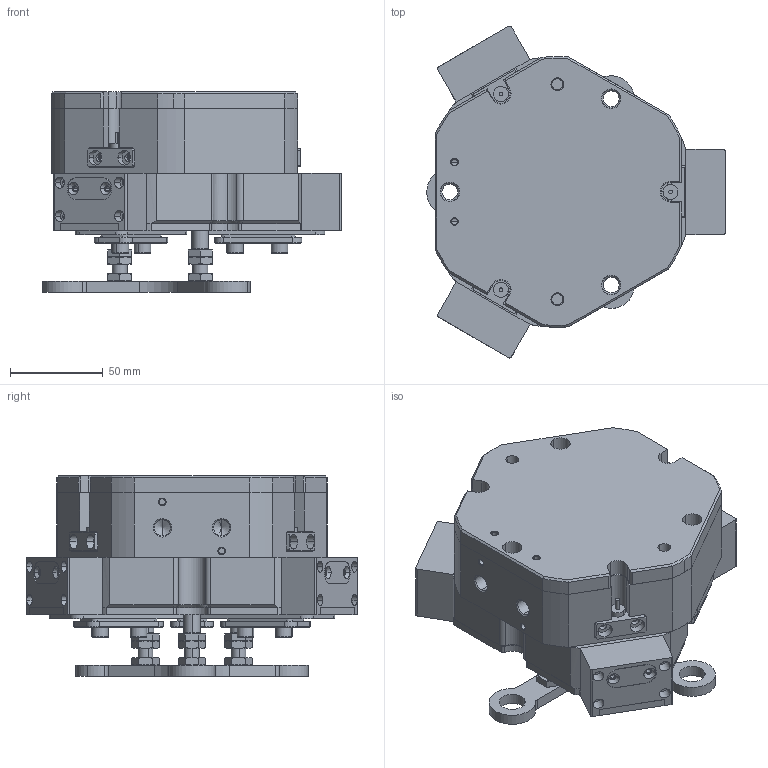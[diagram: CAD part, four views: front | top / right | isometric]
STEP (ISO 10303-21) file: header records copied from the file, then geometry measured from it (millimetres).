
FILE_DESCRIPTION (( 'STEP AP203' ), '1' );
FILE_NAME ('TZ95-146-S-C40-P.STEP', '2024-12-05T07:37:40', ( 'USER-' ), ( 'Microsoft' ), 'SwSTEP 2.0', 'SolidWorks 2018', '' );
FILE_SCHEMA (( 'CONFIG_CONTROL_DESIGN' ));
Length unit declared in the file: millimetre
Products named in the file (34): TZ95-146-P杅耀.sldasm-Part-10; TZ95-146-P杅耀.sldasm-Part-18; TZ95-146-P杅耀.sldasm-Part-14; TZ95-146-P杅耀.sldasm-Part-25; TZ95-146-P杅耀.sldasm-Part-39; 25x12-R3; TZ95-146-P杅耀.sldasm-Part-7; TZ95-146-P杅耀.sldasm-Part-2; TZ95-146-P杅耀.sldasm-Part-17; TZ95-146-P杅耀.sldasm-Part-51; TZ95-146-P杅耀.sldasm-Part-11; TZ95-146-S-C40-P; TZ95-146-P杅耀.sldasm-Part-15; TZ95-146-P杅耀.sldasm-Part-27; GB╱T 6174-2016[六角薄螺母 无倒角M8]; TZ95-146-P杅耀.sldasm-Part-36; TZ95-146-P杅耀.sldasm-Part-4; TZ95-146-P杅耀.sldasm-Part-22; TZ95-146-P杅耀.sldasm-Part-9; TZ95-146-P杅耀.sldasm-Part-23; TZ95-146-P杅耀.sldasm-Part-26; TZ95-146-P杅耀.sldasm-Part-32; 揤輸蚾饜极; TZ95-146-P杅耀.sldasm-Part-48; TZ95-146-P杅耀.sldasm-Part-8; TZ95-146-P杅耀.sldasm-Part-1; TZ95-146-P杅耀.sldasm-Part-31; TZ95-146-P杅耀.sldasm-Part-13; TZ95-146-P杅耀.sldasm-Part-5; TZ95-146-P杅耀.sldasm-Part-28; 揤輸杅耀.sldasm-Part-9; TZ95-146-P杅耀.sldasm-Part-19; 埴翐芛_GB_FASTENER_SCREWS_HSHCS M2X8-N; TZ95-146-P杅耀.sldasm-Part-29
Assembly tree (50 placements, depth 3):
  TZ95-146-S-C40-P
    TZ95-146-P杅耀.sldasm-Part-1
    TZ95-146-P杅耀.sldasm-Part-2
    TZ95-146-P杅耀.sldasm-Part-4  x3
    TZ95-146-P杅耀.sldasm-Part-5
    TZ95-146-P杅耀.sldasm-Part-7
    TZ95-146-P杅耀.sldasm-Part-8  x2
    TZ95-146-P杅耀.sldasm-Part-9
    TZ95-146-P杅耀.sldasm-Part-10
    TZ95-146-P杅耀.sldasm-Part-11
    TZ95-146-P杅耀.sldasm-Part-13
    TZ95-146-P杅耀.sldasm-Part-14
    TZ95-146-P杅耀.sldasm-Part-15
    TZ95-146-P杅耀.sldasm-Part-17
    TZ95-146-P杅耀.sldasm-Part-18
    TZ95-146-P杅耀.sldasm-Part-19
    TZ95-146-P杅耀.sldasm-Part-22
    TZ95-146-P杅耀.sldasm-Part-23
    TZ95-146-P杅耀.sldasm-Part-25
    TZ95-146-P杅耀.sldasm-Part-26
    TZ95-146-P杅耀.sldasm-Part-27
    TZ95-146-P杅耀.sldasm-Part-28
    TZ95-146-P杅耀.sldasm-Part-29  x2
    TZ95-146-P杅耀.sldasm-Part-31
    TZ95-146-P杅耀.sldasm-Part-32
    TZ95-146-P杅耀.sldasm-Part-36
    TZ95-146-P杅耀.sldasm-Part-39
    TZ95-146-P杅耀.sldasm-Part-48
    TZ95-146-P杅耀.sldasm-Part-51  x3
    GB╱T 6174-2016[六角薄螺母 无倒角M8]  x9
    揤輸蚾饜极  x3
      揤輸杅耀.sldasm-Part-9
      埴翐芛_GB_FASTENER_SCREWS_HSHCS M2X8-N
    25x12-R3
Bounding box: 160.95 x 178.99 x 108 mm (x, y, z)
Volume: 1153402.7 mm3; surface area: 252826.6 mm2
Topology: 53 solids, 115 shells, 2675 faces, 6493 edges, 4062 vertices
Faces by surface type: plane 1165, cylinder 751, cone 592, bspline 155, torus 12
Entity records: 67154 total; most frequent: CARTESIAN_POINT 16422, DIRECTION 9742, ORIENTED_EDGE 9492, EDGE_CURVE 4746, AXIS2_PLACEMENT_3D 3475, VERTEX_POINT 3047, LINE 2792, VECTOR 2792
